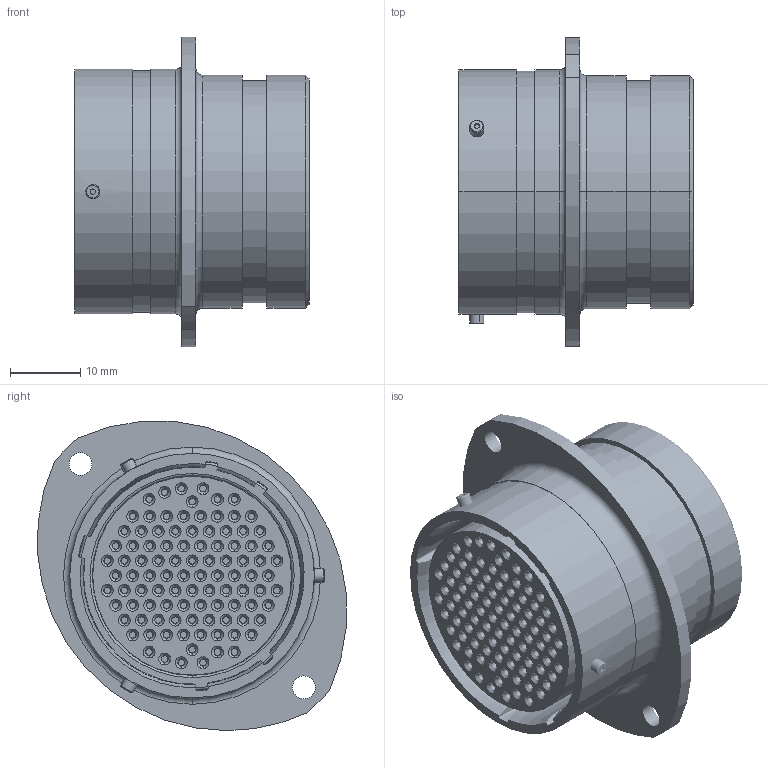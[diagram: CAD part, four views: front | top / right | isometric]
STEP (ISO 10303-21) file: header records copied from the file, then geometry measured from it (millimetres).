
FILE_DESCRIPTION (( 'STEP AP214' ), '1' );
FILE_NAME ('AS022-35SD.STEP', '2022-02-02T12:36:45', ( '' ), ( '' ), 'SwSTEP 2.0', 'SolidWorks 2020', '' );
FILE_SCHEMA (( 'AUTOMOTIVE_DESIGN' ));
Length unit declared in the file: millimetre
Products named in the file (1): AS022-35SD
Bounding box: 33.31 x 43.94 x 44 mm (x, y, z)
Volume: 23202.7 mm3; surface area: 27809.2 mm2
Topology: 9 solids, 9 shells, 2118 faces, 4712 edges, 2722 vertices
Faces by surface type: torus 824, cone 620, cylinder 505, plane 153, sphere 16
Entity records: 83408 total; most frequent: DIRECTION 12386, CARTESIAN_POINT 9811, ORIENTED_EDGE 9388, AXIS2_PLACEMENT_3D 5615, EDGE_CURVE 4694, CIRCLE 3498, VERTEX_POINT 2714, EDGE_LOOP 2650
